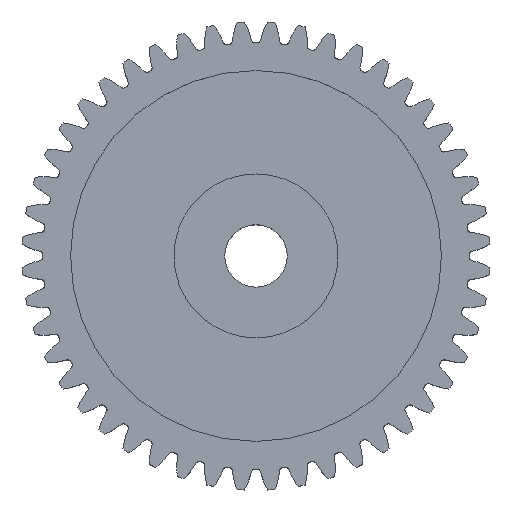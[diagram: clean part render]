
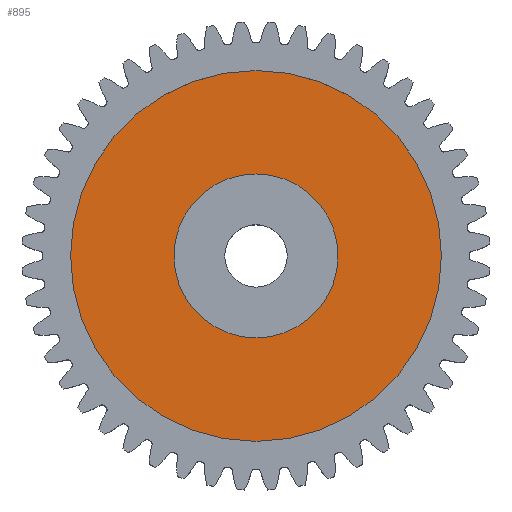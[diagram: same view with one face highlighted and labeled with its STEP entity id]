
A CAD part, top view. The second image highlights one B-rep face of the part: STEP entity #895.
In plain terms, the highlighted planar face has unit normal (0, 0, 1).
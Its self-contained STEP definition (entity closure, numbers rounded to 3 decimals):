
#866 = ORIENTED_EDGE ( 'NONE', *, *, #3439, .T. ) ;
#891 = EDGE_CURVE ( 'NONE', #3404, #3394, #5310, .T. ) ;
#893 = EDGE_CURVE ( 'NONE', #3125, #3330, #5307, .T. ) ;
#894 = EDGE_LOOP ( 'NONE', ( #866, #1098 ) ) ;
#895 = ADVANCED_FACE ( 'NONE', ( #5321, #5401 ), #5260, .F. ) ;
#901 = ORIENTED_EDGE ( 'NONE', *, *, #891, .F. ) ;
#1093 = EDGE_LOOP ( 'NONE', ( #901, #1235 ) ) ;
#1098 = ORIENTED_EDGE ( 'NONE', *, *, #893, .T. ) ;
#1235 = ORIENTED_EDGE ( 'NONE', *, *, #3393, .F. ) ;
#3125 = VERTEX_POINT ( 'NONE', #9208 ) ;
#3330 = VERTEX_POINT ( 'NONE', #9642 ) ;
#3393 = EDGE_CURVE ( 'NONE', #3394, #3404, #9636, .T. ) ;
#3394 = VERTEX_POINT ( 'NONE', #9635 ) ;
#3404 = VERTEX_POINT ( 'NONE', #9730 ) ;
#3439 = EDGE_CURVE ( 'NONE', #3330, #3125, #9877, .T. ) ;
#5203 = DIRECTION ( 'NONE',  ( 0., 0., -1. ) ) ;
#5217 = AXIS2_PLACEMENT_3D ( 'NONE', #5238, #5203, #5280 ) ;
#5238 = CARTESIAN_POINT ( 'NONE',  ( 0., 0., 7.75 ) ) ;
#5260 = PLANE ( 'NONE',  #5217 ) ;
#5280 = DIRECTION ( 'NONE',  ( -1., 0., 0. ) ) ;
#5304 = DIRECTION ( 'NONE',  ( -1., 0., 0. ) ) ;
#5305 = DIRECTION ( 'NONE',  ( 0., 0., -1. ) ) ;
#5306 = CARTESIAN_POINT ( 'NONE',  ( 0., 0., 7.75 ) ) ;
#5307 = CIRCLE ( 'NONE', #5309, 10.5 ) ;
#5309 = AXIS2_PLACEMENT_3D ( 'NONE', #5400, #5399, #5398 ) ;
#5310 = CIRCLE ( 'NONE', #5317, 23.75 ) ;
#5317 = AXIS2_PLACEMENT_3D ( 'NONE', #5306, #5305, #5304 ) ;
#5321 = FACE_BOUND ( 'NONE', #894, .T. ) ;
#5398 = DIRECTION ( 'NONE',  ( -1., 0., 0. ) ) ;
#5399 = DIRECTION ( 'NONE',  ( 0., 0., -1. ) ) ;
#5400 = CARTESIAN_POINT ( 'NONE',  ( 0., 0., 7.75 ) ) ;
#5401 = FACE_OUTER_BOUND ( 'NONE', #1093, .T. ) ;
#9208 = CARTESIAN_POINT ( 'NONE',  ( 10.5, 0., 7.75 ) ) ;
#9626 = DIRECTION ( 'NONE',  ( -1., 0., 0. ) ) ;
#9627 = DIRECTION ( 'NONE',  ( 0., 0., -1. ) ) ;
#9634 = CARTESIAN_POINT ( 'NONE',  ( 0., 0., 7.75 ) ) ;
#9635 = CARTESIAN_POINT ( 'NONE',  ( 23.75, 0., 7.75 ) ) ;
#9636 = CIRCLE ( 'NONE', #9684, 23.75 ) ;
#9642 = CARTESIAN_POINT ( 'NONE',  ( -10.5, 0., 7.75 ) ) ;
#9684 = AXIS2_PLACEMENT_3D ( 'NONE', #9634, #9627, #9626 ) ;
#9730 = CARTESIAN_POINT ( 'NONE',  ( -23.75, 0., 7.75 ) ) ;
#9841 = DIRECTION ( 'NONE',  ( -1., 0., 0. ) ) ;
#9842 = DIRECTION ( 'NONE',  ( 0., 0., -1. ) ) ;
#9866 = CARTESIAN_POINT ( 'NONE',  ( 0., 0., 7.75 ) ) ;
#9867 = AXIS2_PLACEMENT_3D ( 'NONE', #9866, #9842, #9841 ) ;
#9877 = CIRCLE ( 'NONE', #9867, 10.5 ) ;
